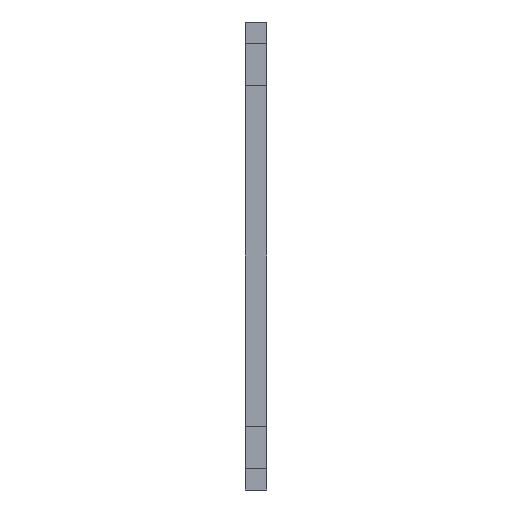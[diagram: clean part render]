
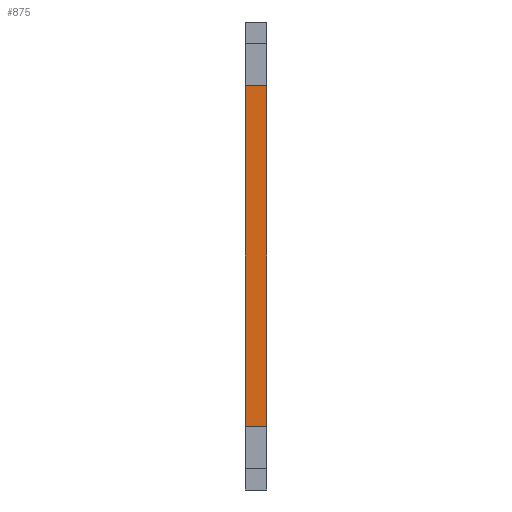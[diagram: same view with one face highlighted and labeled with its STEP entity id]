
A CAD part, left-side view. The second image highlights one B-rep face of the part: STEP entity #875.
In plain terms, the highlighted planar face has unit normal (-1, 0, 0).
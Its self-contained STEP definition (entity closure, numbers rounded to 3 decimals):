
#56=FACE_OUTER_BOUND('',#99,.T.);
#99=EDGE_LOOP('',(#615,#616,#617,#618));
#180=LINE('',#1262,#293);
#181=LINE('',#1264,#294);
#182=LINE('',#1266,#295);
#183=LINE('',#1267,#296);
#293=VECTOR('',#1025,10.);
#294=VECTOR('',#1026,10.);
#295=VECTOR('',#1027,10.);
#296=VECTOR('',#1028,10.);
#402=VERTEX_POINT('',#1260);
#403=VERTEX_POINT('',#1261);
#404=VERTEX_POINT('',#1263);
#405=VERTEX_POINT('',#1265);
#488=EDGE_CURVE('',#402,#403,#180,.T.);
#489=EDGE_CURVE('',#404,#402,#181,.T.);
#490=EDGE_CURVE('',#405,#404,#182,.T.);
#491=EDGE_CURVE('',#403,#405,#183,.T.);
#615=ORIENTED_EDGE('',*,*,#488,.F.);
#616=ORIENTED_EDGE('',*,*,#489,.F.);
#617=ORIENTED_EDGE('',*,*,#490,.F.);
#618=ORIENTED_EDGE('',*,*,#491,.F.);
#837=PLANE('',#932);
#875=ADVANCED_FACE('',(#56),#837,.F.);
#932=AXIS2_PLACEMENT_3D('',#1259,#1023,#1024);
#1023=DIRECTION('center_axis',(1.,0.,0.));
#1024=DIRECTION('ref_axis',(0.,0.,-1.));
#1025=DIRECTION('',(0.,0.,-1.));
#1026=DIRECTION('',(0.,-1.,0.));
#1027=DIRECTION('',(0.,0.,1.));
#1028=DIRECTION('',(0.,1.,0.));
#1259=CARTESIAN_POINT('Origin',(-13.,-67.,10.));
#1260=CARTESIAN_POINT('',(-13.,-70.,0.));
#1261=CARTESIAN_POINT('',(-13.,-70.,-48.28));
#1262=CARTESIAN_POINT('',(-13.,-70.,-7.07));
#1263=CARTESIAN_POINT('',(-13.,-67.,0.));
#1264=CARTESIAN_POINT('',(-13.,-67.,0.));
#1265=CARTESIAN_POINT('',(-13.,-67.,-48.28));
#1266=CARTESIAN_POINT('',(-13.,-67.,-7.07));
#1267=CARTESIAN_POINT('',(-13.,-67.,-48.28));
